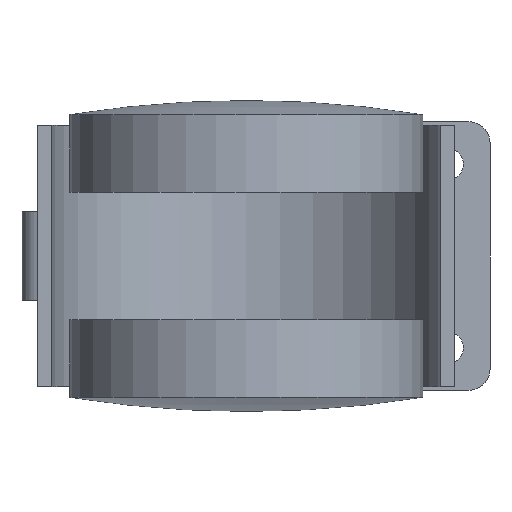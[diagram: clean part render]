
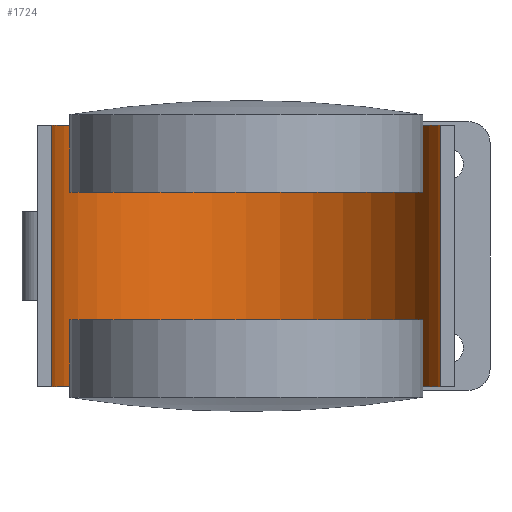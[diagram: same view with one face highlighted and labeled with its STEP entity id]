
A CAD part, front view. The second image highlights one B-rep face of the part: STEP entity #1724.
In plain terms, the highlighted cylindrical face has radius 27.5 mm (diameter 55 mm), a partial arc.
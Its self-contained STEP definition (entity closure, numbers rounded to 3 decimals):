
#67 = EDGE_CURVE ( 'NONE', #1657, #1184, #2567, .T. ) ;
#153 = CARTESIAN_POINT ( 'NONE',  ( 0., 0., 18.5 ) ) ;
#251 = VECTOR ( 'NONE', #2370, 1000. ) ;
#333 = CIRCLE ( 'NONE', #2242, 27.5 ) ;
#362 = EDGE_CURVE ( 'NONE', #1657, #1193, #333, .T. ) ;
#397 = ORIENTED_EDGE ( 'NONE', *, *, #362, .F. ) ;
#445 = CARTESIAN_POINT ( 'NONE',  ( -27.5, 0., 18.5 ) ) ;
#558 = VERTEX_POINT ( 'NONE', #1727 ) ;
#886 = CIRCLE ( 'NONE', #1816, 27.5 ) ;
#969 = CYLINDRICAL_SURFACE ( 'NONE', #1626, 27.5 ) ;
#978 = ORIENTED_EDGE ( 'NONE', *, *, #67, .T. ) ;
#1003 = EDGE_LOOP ( 'NONE', ( #1304, #2529, #397, #978 ) ) ;
#1184 = VERTEX_POINT ( 'NONE', #1365 ) ;
#1193 = VERTEX_POINT ( 'NONE', #2671 ) ;
#1281 = DIRECTION ( 'NONE',  ( 0., 0., -1. ) ) ;
#1304 = ORIENTED_EDGE ( 'NONE', *, *, #2506, .T. ) ;
#1365 = CARTESIAN_POINT ( 'NONE',  ( -27.5, 0., -18.5 ) ) ;
#1368 = LINE ( 'NONE', #1996, #2673 ) ;
#1394 = DIRECTION ( 'NONE',  ( 0., 0., -1. ) ) ;
#1515 = CARTESIAN_POINT ( 'NONE',  ( -27.5, 0., 18.5 ) ) ;
#1626 = AXIS2_PLACEMENT_3D ( 'NONE', #2076, #2709, #1632 ) ;
#1632 = DIRECTION ( 'NONE',  ( -1., 0., 0. ) ) ;
#1657 = VERTEX_POINT ( 'NONE', #445 ) ;
#1724 = ADVANCED_FACE ( 'NONE', ( #2721 ), #969, .F. ) ;
#1727 = CARTESIAN_POINT ( 'NONE',  ( 27.5, 0., -18.5 ) ) ;
#1816 = AXIS2_PLACEMENT_3D ( 'NONE', #2281, #1394, #2494 ) ;
#1996 = CARTESIAN_POINT ( 'NONE',  ( 27.5, 0., 18.5 ) ) ;
#2076 = CARTESIAN_POINT ( 'NONE',  ( 0., 0., 18.5 ) ) ;
#2209 = DIRECTION ( 'NONE',  ( 0., 0., -1. ) ) ;
#2242 = AXIS2_PLACEMENT_3D ( 'NONE', #153, #1281, #2765 ) ;
#2281 = CARTESIAN_POINT ( 'NONE',  ( 0., 0., -18.5 ) ) ;
#2370 = DIRECTION ( 'NONE',  ( 0., 0., -1. ) ) ;
#2431 = EDGE_CURVE ( 'NONE', #1193, #558, #1368, .T. ) ;
#2494 = DIRECTION ( 'NONE',  ( -1., 0., 0. ) ) ;
#2506 = EDGE_CURVE ( 'NONE', #1184, #558, #886, .T. ) ;
#2529 = ORIENTED_EDGE ( 'NONE', *, *, #2431, .F. ) ;
#2567 = LINE ( 'NONE', #1515, #251 ) ;
#2671 = CARTESIAN_POINT ( 'NONE',  ( 27.5, 0., 18.5 ) ) ;
#2673 = VECTOR ( 'NONE', #2209, 1000. ) ;
#2709 = DIRECTION ( 'NONE',  ( 0., 0., -1. ) ) ;
#2721 = FACE_OUTER_BOUND ( 'NONE', #1003, .T. ) ;
#2765 = DIRECTION ( 'NONE',  ( -1., 0., 0. ) ) ;
